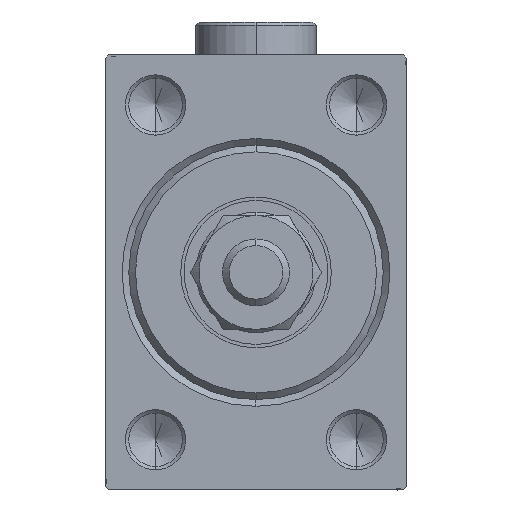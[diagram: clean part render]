
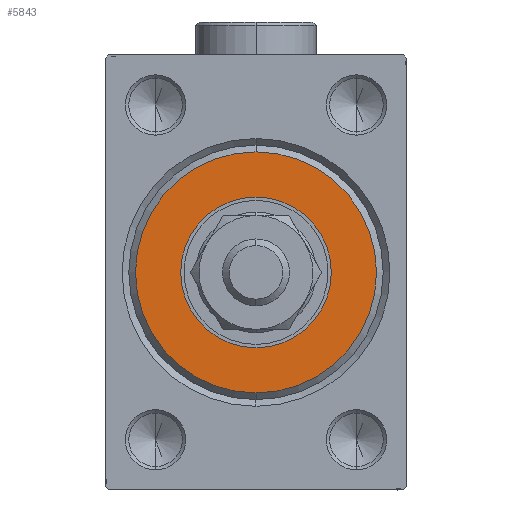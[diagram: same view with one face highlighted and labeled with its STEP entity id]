
A CAD part, left-side view. The second image highlights one B-rep face of the part: STEP entity #5843.
In plain terms, the highlighted face is planar.
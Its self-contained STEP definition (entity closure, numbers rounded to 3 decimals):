
#1359 = VERTEX_POINT ( 'NONE', #43383 ) ;
#1432 = ORIENTED_EDGE ( 'NONE', *, *, #26695, .F. ) ;
#1630 = DIRECTION ( 'NONE',  ( 1., 0., 0. ) ) ;
#1861 = DIRECTION ( 'NONE',  ( 0., 0., -1. ) ) ;
#5257 = AXIS2_PLACEMENT_3D ( 'NONE', #19859, #41986, #34385 ) ;
#5450 = CARTESIAN_POINT ( 'NONE',  ( 3., 0., 0. ) ) ;
#5843 = ADVANCED_FACE ( 'NONE', ( #15227, #11177 ), #8305, .T. ) ;
#6492 = DIRECTION ( 'NONE',  ( 1., 0., 0. ) ) ;
#6727 = CARTESIAN_POINT ( 'NONE',  ( 3., 0., 0. ) ) ;
#7423 = CARTESIAN_POINT ( 'NONE',  ( 3., 0., -11.25 ) ) ;
#8305 = PLANE ( 'NONE',  #31692 ) ;
#9067 = AXIS2_PLACEMENT_3D ( 'NONE', #5450, #20025, #1861 ) ;
#11177 = FACE_BOUND ( 'NONE', #41229, .T. ) ;
#12264 = EDGE_CURVE ( 'NONE', #44173, #1359, #26582, .T. ) ;
#12389 = DIRECTION ( 'NONE',  ( 0., 0., -1. ) ) ;
#15227 = FACE_OUTER_BOUND ( 'NONE', #44875, .T. ) ;
#15986 = EDGE_CURVE ( 'NONE', #28789, #18167, #28954, .T. ) ;
#17483 = DIRECTION ( 'NONE',  ( 0., 0., -1. ) ) ;
#18167 = VERTEX_POINT ( 'NONE', #24619 ) ;
#19859 = CARTESIAN_POINT ( 'NONE',  ( 3., 0., 0. ) ) ;
#20025 = DIRECTION ( 'NONE',  ( 1., 0., 0. ) ) ;
#22155 = DIRECTION ( 'NONE',  ( 1., 0., 0. ) ) ;
#24619 = CARTESIAN_POINT ( 'NONE',  ( 3., 0., -18. ) ) ;
#25809 = CIRCLE ( 'NONE', #5257, 18. ) ;
#26534 = ORIENTED_EDGE ( 'NONE', *, *, #32903, .T. ) ;
#26582 = CIRCLE ( 'NONE', #9067, 11.25 ) ;
#26679 = AXIS2_PLACEMENT_3D ( 'NONE', #6727, #6492, #17483 ) ;
#26695 = EDGE_CURVE ( 'NONE', #1359, #44173, #28821, .T. ) ;
#28789 = VERTEX_POINT ( 'NONE', #45821 ) ;
#28821 = CIRCLE ( 'NONE', #32593, 11.25 ) ;
#28954 = CIRCLE ( 'NONE', #26679, 18. ) ;
#29769 = DIRECTION ( 'NONE',  ( 0., 0., -1. ) ) ;
#31692 = AXIS2_PLACEMENT_3D ( 'NONE', #40238, #22155, #29769 ) ;
#32593 = AXIS2_PLACEMENT_3D ( 'NONE', #34322, #1630, #12389 ) ;
#32903 = EDGE_CURVE ( 'NONE', #18167, #28789, #25809, .T. ) ;
#34322 = CARTESIAN_POINT ( 'NONE',  ( 3., 0., 0. ) ) ;
#34385 = DIRECTION ( 'NONE',  ( 0., 0., -1. ) ) ;
#40238 = CARTESIAN_POINT ( 'NONE',  ( 3., 0., 0. ) ) ;
#41229 = EDGE_LOOP ( 'NONE', ( #44053, #1432 ) ) ;
#41986 = DIRECTION ( 'NONE',  ( 1., 0., 0. ) ) ;
#43383 = CARTESIAN_POINT ( 'NONE',  ( 3., 0., 11.25 ) ) ;
#44053 = ORIENTED_EDGE ( 'NONE', *, *, #12264, .F. ) ;
#44173 = VERTEX_POINT ( 'NONE', #7423 ) ;
#44875 = EDGE_LOOP ( 'NONE', ( #44995, #26534 ) ) ;
#44995 = ORIENTED_EDGE ( 'NONE', *, *, #15986, .T. ) ;
#45821 = CARTESIAN_POINT ( 'NONE',  ( 3., 0., 18. ) ) ;
